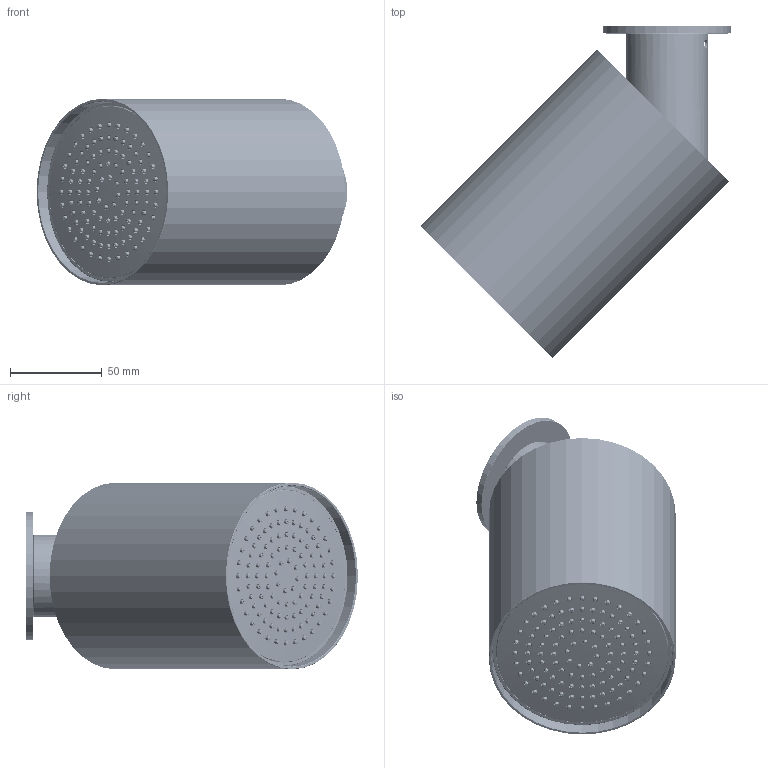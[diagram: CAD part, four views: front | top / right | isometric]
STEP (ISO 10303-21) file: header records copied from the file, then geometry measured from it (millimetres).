
FILE_DESCRIPTION(/* description */ ('Unknown'),/* implementation_level */ '2;1');
FILE_NAME(/* name */ 'AR471',/* time_stamp */ '2022-12-14T14:51:19+01:00',/* author */ ('Unknown'),/* organization */ ('Unknown'),/* preprocessor_version */ 'ST-DEVELOPER v16.7',/* originating_system */ 'DEX',/* authorisation */ $);
FILE_SCHEMA (('AUTOMOTIVE_DESIGN {1 0 10303 214 3 1 1}'));
Length unit declared in the file: millimetre
Products named in the file (13): AR471-00; C067047; C073026; C029014_00200ZZ; CART-SOFF-VELVET-D100_ASM; A063091; GOMMA-D100-VELVET; A020058_17800ZZ; C092034_00000ZZ; A011251_01500ZZ; C067048; C020045; C092055_00000ZZ
Assembly tree (23 placements, depth 3):
  AR471-00
    C067047
    C073026
    C029014_00200ZZ  x2
    CART-SOFF-VELVET-D100_ASM
      A063091
      GOMMA-D100-VELVET
      A020058_17800ZZ
      C092034_00000ZZ  x8
    A011251_01500ZZ
    C067048
    C020045
    C092055_00000ZZ  x4
Bounding box: 169.05 x 180.55 x 101.6 mm (x, y, z)
Volume: 179002.5 mm3; surface area: 201731.9 mm2
Topology: 22 solids, 22 shells, 3765 faces, 10268 edges, 6735 vertices
Faces by surface type: bspline 1266, plane 640, cone 632, torus 586, cylinder 461, sphere 180
Full cylindrical faces by diameter (mm): 2.2 x48, 2.4 x8, 3.1 x8, 4 x44, 5 x2, 5.5 x8, 6 x1, 6.09 x8, 7.5 x4, 15 x1, 23 x1, 26 x1, 27.8 x1, 42 x1, 45 x1, 70 x1, 98.6 x2, 99.9 x1, 100.2 x2, 101.6 x1
Entity records: 215541 total; most frequent: CARTESIAN_POINT 146873, ORIENTED_EDGE 14854, DIRECTION 10826, EDGE_CURVE 7427, VERTEX_POINT 5361, EDGE_LOOP 5182, FACE_BOUND 5182, AXIS2_PLACEMENT_3D 4968
